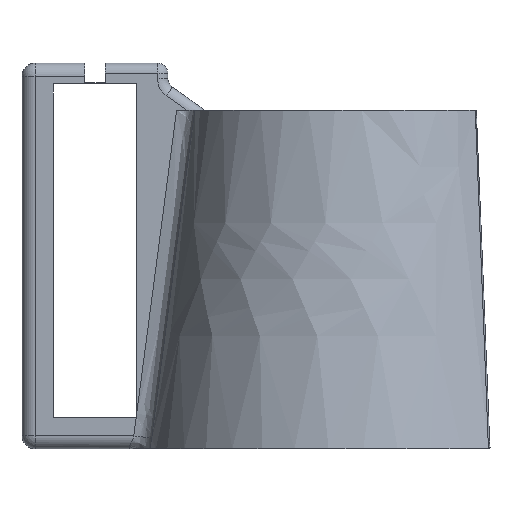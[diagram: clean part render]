
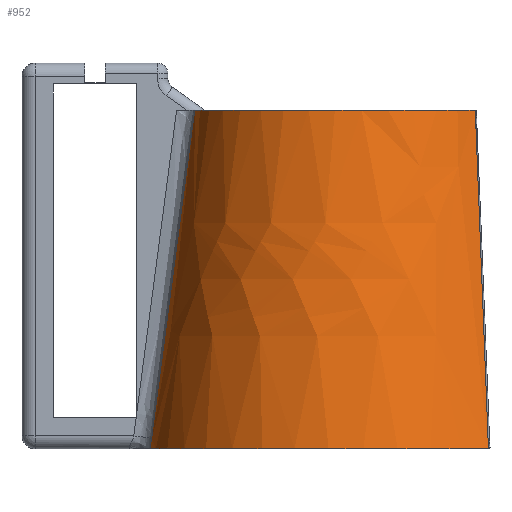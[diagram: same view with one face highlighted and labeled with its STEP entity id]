
A CAD part, front view. The second image highlights one B-rep face of the part: STEP entity #952.
In plain terms, the highlighted free-form (B-spline) face has degree [3, 3] with [10, 4] control points.
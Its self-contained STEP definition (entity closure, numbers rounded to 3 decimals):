
#189=FACE_OUTER_BOUND('',#249,.T.);
#249=EDGE_LOOP('',(#644,#645,#646,#647,#648));
#309=CIRCLE('',#1025,38.5);
#310=CIRCLE('',#1026,30.);
#354=B_SPLINE_CURVE_WITH_KNOTS('',3,(#1446,#1447,#1448,#1449),
 .UNSPECIFIED.,.F.,.F.,(4,4),(-6.349,0.),.UNSPECIFIED.);
#356=B_SPLINE_CURVE_WITH_KNOTS('',3,(#1498,#1499,#1500,#1501),
 .UNSPECIFIED.,.F.,.F.,(4,4),(0.,0.211),
 .UNSPECIFIED.);
#358=B_SPLINE_CURVE_WITH_KNOTS('',3,(#1551,#1552,#1553,#1554),
 .UNSPECIFIED.,.F.,.F.,(4,4),(0.,6.58),
 .UNSPECIFIED.);
#393=VERTEX_POINT('',#1374);
#398=VERTEX_POINT('',#1444);
#400=VERTEX_POINT('',#1487);
#401=VERTEX_POINT('',#1548);
#402=VERTEX_POINT('',#1550);
#489=EDGE_CURVE('',#398,#393,#354,.T.);
#491=EDGE_CURVE('',#400,#398,#356,.T.);
#493=EDGE_CURVE('',#400,#401,#309,.T.);
#494=EDGE_CURVE('',#402,#401,#358,.T.);
#495=EDGE_CURVE('',#393,#402,#310,.T.);
#644=ORIENTED_EDGE('',*,*,#489,.F.);
#645=ORIENTED_EDGE('',*,*,#491,.F.);
#646=ORIENTED_EDGE('',*,*,#493,.T.);
#647=ORIENTED_EDGE('',*,*,#494,.F.);
#648=ORIENTED_EDGE('',*,*,#495,.F.);
#935=B_SPLINE_SURFACE_WITH_KNOTS('',3,3,((#1508,#1509,#1510,#1511),(#1512,
#1513,#1514,#1515),(#1516,#1517,#1518,#1519),(#1520,#1521,#1522,#1523),
(#1524,#1525,#1526,#1527),(#1528,#1529,#1530,#1531),(#1532,#1533,#1534,
#1535),(#1536,#1537,#1538,#1539),(#1540,#1541,#1542,#1543),(#1544,#1545,
#1546,#1547)),.UNSPECIFIED.,.F.,.F.,.F.,(4,1,1,1,1,1,1,4),(4,4),(0.516,
0.584,0.653,0.721,0.789,
0.858,0.926,0.994),(0.,
1.),.UNSPECIFIED.);
#952=ADVANCED_FACE('',(#189),#935,.F.);
#1025=AXIS2_PLACEMENT_3D('',#1549,#1116,#1117);
#1026=AXIS2_PLACEMENT_3D('',#1555,#1118,#1119);
#1116=DIRECTION('center_axis',(0.,0.,1.));
#1117=DIRECTION('ref_axis',(1.,0.,0.));
#1118=DIRECTION('center_axis',(0.,0.,1.));
#1119=DIRECTION('ref_axis',(1.,0.,0.));
#1374=CARTESIAN_POINT('',(-29.836,-3.137,0.));
#1444=CARTESIAN_POINT('',(-38.098,-3.209,-62.954));
#1446=CARTESIAN_POINT('Ctrl Pts',(-38.098,-3.209,-62.954));
#1447=CARTESIAN_POINT('Ctrl Pts',(-35.345,-3.189,-41.969));
#1448=CARTESIAN_POINT('Ctrl Pts',(-32.591,-3.166,-20.984));
#1449=CARTESIAN_POINT('Ctrl Pts',(-29.836,-3.137,0.));
#1487=CARTESIAN_POINT('',(-38.392,-2.881,-65.));
#1498=CARTESIAN_POINT('Ctrl Pts',(-38.392,-2.879,-65.));
#1499=CARTESIAN_POINT('Ctrl Pts',(-38.29,-3.096,-64.346));
#1500=CARTESIAN_POINT('Ctrl Pts',(-38.189,-3.209,-63.651));
#1501=CARTESIAN_POINT('Ctrl Pts',(-38.098,-3.209,-62.954));
#1508=CARTESIAN_POINT('Ctrl Pts',(-29.903,-2.411,0.));
#1509=CARTESIAN_POINT('Ctrl Pts',(-32.733,-2.567,-21.667));
#1510=CARTESIAN_POINT('Ctrl Pts',(-35.562,-2.724,-43.333));
#1511=CARTESIAN_POINT('Ctrl Pts',(-38.392,-2.881,-65.));
#1512=CARTESIAN_POINT('Ctrl Pts',(-29.625,-5.858,0.));
#1513=CARTESIAN_POINT('Ctrl Pts',(-32.444,-6.24,-21.667));
#1514=CARTESIAN_POINT('Ctrl Pts',(-35.264,-6.621,-43.333));
#1515=CARTESIAN_POINT('Ctrl Pts',(-38.083,-7.002,-65.));
#1516=CARTESIAN_POINT('Ctrl Pts',(-27.864,-12.656,0.));
#1517=CARTESIAN_POINT('Ctrl Pts',(-30.618,-13.485,-21.667));
#1518=CARTESIAN_POINT('Ctrl Pts',(-33.372,-14.314,-43.333));
#1519=CARTESIAN_POINT('Ctrl Pts',(-36.125,-15.143,-65.));
#1520=CARTESIAN_POINT('Ctrl Pts',(-21.925,-21.355,0.));
#1521=CARTESIAN_POINT('Ctrl Pts',(-24.442,-22.837,-21.667));
#1522=CARTESIAN_POINT('Ctrl Pts',(-26.96,-24.319,-43.333));
#1523=CARTESIAN_POINT('Ctrl Pts',(-29.477,-25.8,-65.));
#1524=CARTESIAN_POINT('Ctrl Pts',(-13.385,-27.521,0.));
#1525=CARTESIAN_POINT('Ctrl Pts',(-15.522,-29.615,-21.667));
#1526=CARTESIAN_POINT('Ctrl Pts',(-17.658,-31.708,-43.333));
#1527=CARTESIAN_POINT('Ctrl Pts',(-19.795,-33.801,-65.));
#1528=CARTESIAN_POINT('Ctrl Pts',(-3.262,-30.432,0.));
#1529=CARTESIAN_POINT('Ctrl Pts',(-4.868,-33.065,-21.667));
#1530=CARTESIAN_POINT('Ctrl Pts',(-6.474,-35.698,-43.333));
#1531=CARTESIAN_POINT('Ctrl Pts',(-8.08,-38.331,-65.));
#1532=CARTESIAN_POINT('Ctrl Pts',(7.249,-29.734,0.));
#1533=CARTESIAN_POINT('Ctrl Pts',(6.322,-32.795,-21.667));
#1534=CARTESIAN_POINT('Ctrl Pts',(5.394,-35.856,-43.333));
#1535=CARTESIAN_POINT('Ctrl Pts',(4.467,-38.917,-65.));
#1536=CARTESIAN_POINT('Ctrl Pts',(16.9,-25.515,0.));
#1537=CARTESIAN_POINT('Ctrl Pts',(16.784,-28.844,-21.667));
#1538=CARTESIAN_POINT('Ctrl Pts',(16.669,-32.172,-43.333));
#1539=CARTESIAN_POINT('Ctrl Pts',(16.554,-35.501,-65.));
#1540=CARTESIAN_POINT('Ctrl Pts',(21.999,-20.688,0.));
#1541=CARTESIAN_POINT('Ctrl Pts',(22.492,-24.056,-21.667));
#1542=CARTESIAN_POINT('Ctrl Pts',(22.985,-27.424,-43.333));
#1543=CARTESIAN_POINT('Ctrl Pts',(23.478,-30.792,-65.));
#1544=CARTESIAN_POINT('Ctrl Pts',(24.065,-17.913,0.));
#1545=CARTESIAN_POINT('Ctrl Pts',(24.869,-21.259,-21.667));
#1546=CARTESIAN_POINT('Ctrl Pts',(25.674,-24.604,-43.333));
#1547=CARTESIAN_POINT('Ctrl Pts',(26.478,-27.949,-65.));
#1548=CARTESIAN_POINT('',(26.478,-27.949,-65.));
#1549=CARTESIAN_POINT('Origin',(0.,0.,-65.));
#1550=CARTESIAN_POINT('',(23.956,-18.058,0.));
#1551=CARTESIAN_POINT('Ctrl Pts',(23.956,-18.058,0.));
#1552=CARTESIAN_POINT('Ctrl Pts',(24.792,-21.342,-21.669));
#1553=CARTESIAN_POINT('Ctrl Pts',(25.632,-24.643,-43.335));
#1554=CARTESIAN_POINT('Ctrl Pts',(26.478,-27.949,-65.));
#1555=CARTESIAN_POINT('Origin',(0.,0.,0.));
